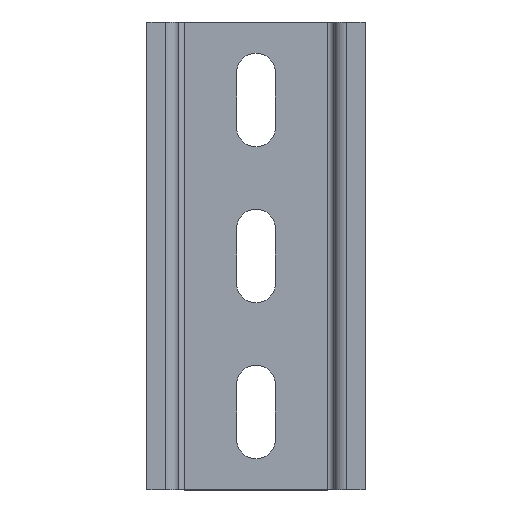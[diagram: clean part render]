
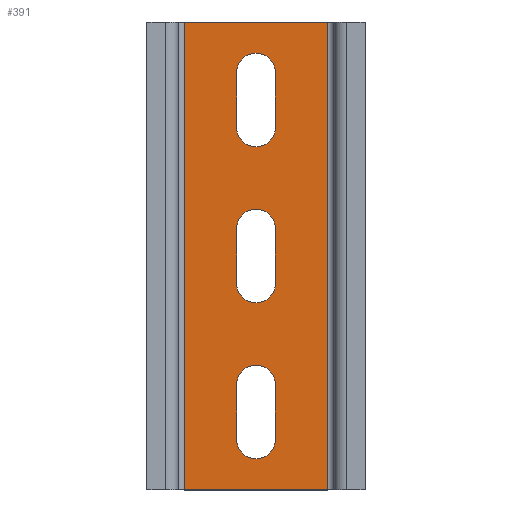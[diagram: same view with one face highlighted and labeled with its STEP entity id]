
A CAD part, top view. The second image highlights one B-rep face of the part: STEP entity #391.
In plain terms, the highlighted planar face has unit normal (0, 0, 1).
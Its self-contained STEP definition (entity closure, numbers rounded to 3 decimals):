
#166 = VERTEX_POINT('',#167);
#167 = CARTESIAN_POINT('',(11.5,62.5,1.));
#174 = EDGE_CURVE('',#166,#175,#177,.T.);
#175 = VERTEX_POINT('',#176);
#176 = CARTESIAN_POINT('',(-11.5,62.5,1.));
#177 = LINE('',#178,#179);
#178 = CARTESIAN_POINT('',(11.5,62.5,1.));
#179 = VECTOR('',#180,1.);
#180 = DIRECTION('',(-1.,0.,0.));
#364 = VERTEX_POINT('',#365);
#365 = CARTESIAN_POINT('',(11.5,-12.5,1.));
#372 = EDGE_CURVE('',#364,#373,#375,.T.);
#373 = VERTEX_POINT('',#374);
#374 = CARTESIAN_POINT('',(-11.5,-12.5,1.));
#375 = LINE('',#376,#377);
#376 = CARTESIAN_POINT('',(11.5,-12.5,1.));
#377 = VECTOR('',#378,1.);
#378 = DIRECTION('',(-1.,0.,0.));
#391 = ADVANCED_FACE('',(#392,#408,#444,#480),#516,.T.);
#392 = FACE_BOUND('',#393,.T.);
#393 = EDGE_LOOP('',(#394,#400,#401,#407));
#394 = ORIENTED_EDGE('',*,*,#395,.F.);
#395 = EDGE_CURVE('',#166,#364,#396,.T.);
#396 = LINE('',#397,#398);
#397 = CARTESIAN_POINT('',(11.5,12.5,1.));
#398 = VECTOR('',#399,1.);
#399 = DIRECTION('',(0.,-1.,0.));
#400 = ORIENTED_EDGE('',*,*,#174,.T.);
#401 = ORIENTED_EDGE('',*,*,#402,.T.);
#402 = EDGE_CURVE('',#175,#373,#403,.T.);
#403 = LINE('',#404,#405);
#404 = CARTESIAN_POINT('',(-11.5,62.5,1.));
#405 = VECTOR('',#406,1.);
#406 = DIRECTION('',(0.,-1.,0.));
#407 = ORIENTED_EDGE('',*,*,#372,.F.);
#408 = FACE_BOUND('',#409,.T.);
#409 = EDGE_LOOP('',(#410,#421,#429,#438));
#410 = ORIENTED_EDGE('',*,*,#411,.T.);
#411 = EDGE_CURVE('',#412,#414,#416,.T.);
#412 = VERTEX_POINT('',#413);
#413 = CARTESIAN_POINT('',(-3.1,4.4,1.));
#414 = VERTEX_POINT('',#415);
#415 = CARTESIAN_POINT('',(3.1,4.4,1.));
#416 = CIRCLE('',#417,3.1);
#417 = AXIS2_PLACEMENT_3D('',#418,#419,#420);
#418 = CARTESIAN_POINT('',(0.,4.4,1.));
#419 = DIRECTION('',(0.,0.,-1.));
#420 = DIRECTION('',(1.,0.,0.));
#421 = ORIENTED_EDGE('',*,*,#422,.F.);
#422 = EDGE_CURVE('',#423,#414,#425,.T.);
#423 = VERTEX_POINT('',#424);
#424 = CARTESIAN_POINT('',(3.1,-4.4,1.));
#425 = LINE('',#426,#427);
#426 = CARTESIAN_POINT('',(3.1,4.05,1.));
#427 = VECTOR('',#428,1.);
#428 = DIRECTION('',(0.,1.,0.));
#429 = ORIENTED_EDGE('',*,*,#430,.T.);
#430 = EDGE_CURVE('',#423,#431,#433,.T.);
#431 = VERTEX_POINT('',#432);
#432 = CARTESIAN_POINT('',(-3.1,-4.4,1.));
#433 = CIRCLE('',#434,3.1);
#434 = AXIS2_PLACEMENT_3D('',#435,#436,#437);
#435 = CARTESIAN_POINT('',(0.,-4.4,1.));
#436 = DIRECTION('',(0.,0.,-1.));
#437 = DIRECTION('',(1.,0.,0.));
#438 = ORIENTED_EDGE('',*,*,#439,.F.);
#439 = EDGE_CURVE('',#412,#431,#440,.T.);
#440 = LINE('',#441,#442);
#441 = CARTESIAN_POINT('',(-3.1,8.45,1.));
#442 = VECTOR('',#443,1.);
#443 = DIRECTION('',(0.,-1.,0.));
#444 = FACE_BOUND('',#445,.T.);
#445 = EDGE_LOOP('',(#446,#457,#465,#474));
#446 = ORIENTED_EDGE('',*,*,#447,.T.);
#447 = EDGE_CURVE('',#448,#450,#452,.T.);
#448 = VERTEX_POINT('',#449);
#449 = CARTESIAN_POINT('',(-3.1,29.4,1.));
#450 = VERTEX_POINT('',#451);
#451 = CARTESIAN_POINT('',(3.1,29.4,1.));
#452 = CIRCLE('',#453,3.1);
#453 = AXIS2_PLACEMENT_3D('',#454,#455,#456);
#454 = CARTESIAN_POINT('',(0.,29.4,1.));
#455 = DIRECTION('',(0.,0.,-1.));
#456 = DIRECTION('',(1.,0.,0.));
#457 = ORIENTED_EDGE('',*,*,#458,.F.);
#458 = EDGE_CURVE('',#459,#450,#461,.T.);
#459 = VERTEX_POINT('',#460);
#460 = CARTESIAN_POINT('',(3.1,20.6,1.));
#461 = LINE('',#462,#463);
#462 = CARTESIAN_POINT('',(3.1,29.05,1.));
#463 = VECTOR('',#464,1.);
#464 = DIRECTION('',(0.,1.,0.));
#465 = ORIENTED_EDGE('',*,*,#466,.T.);
#466 = EDGE_CURVE('',#459,#467,#469,.T.);
#467 = VERTEX_POINT('',#468);
#468 = CARTESIAN_POINT('',(-3.1,20.6,1.));
#469 = CIRCLE('',#470,3.1);
#470 = AXIS2_PLACEMENT_3D('',#471,#472,#473);
#471 = CARTESIAN_POINT('',(0.,20.6,1.));
#472 = DIRECTION('',(0.,0.,-1.));
#473 = DIRECTION('',(1.,0.,0.));
#474 = ORIENTED_EDGE('',*,*,#475,.F.);
#475 = EDGE_CURVE('',#448,#467,#476,.T.);
#476 = LINE('',#477,#478);
#477 = CARTESIAN_POINT('',(-3.1,33.45,1.));
#478 = VECTOR('',#479,1.);
#479 = DIRECTION('',(0.,-1.,0.));
#480 = FACE_BOUND('',#481,.T.);
#481 = EDGE_LOOP('',(#482,#493,#501,#510));
#482 = ORIENTED_EDGE('',*,*,#483,.T.);
#483 = EDGE_CURVE('',#484,#486,#488,.T.);
#484 = VERTEX_POINT('',#485);
#485 = CARTESIAN_POINT('',(-3.1,54.4,1.));
#486 = VERTEX_POINT('',#487);
#487 = CARTESIAN_POINT('',(3.1,54.4,1.));
#488 = CIRCLE('',#489,3.1);
#489 = AXIS2_PLACEMENT_3D('',#490,#491,#492);
#490 = CARTESIAN_POINT('',(0.,54.4,1.));
#491 = DIRECTION('',(0.,0.,-1.));
#492 = DIRECTION('',(1.,0.,0.));
#493 = ORIENTED_EDGE('',*,*,#494,.F.);
#494 = EDGE_CURVE('',#495,#486,#497,.T.);
#495 = VERTEX_POINT('',#496);
#496 = CARTESIAN_POINT('',(3.1,45.6,1.));
#497 = LINE('',#498,#499);
#498 = CARTESIAN_POINT('',(3.1,54.05,1.));
#499 = VECTOR('',#500,1.);
#500 = DIRECTION('',(0.,1.,0.));
#501 = ORIENTED_EDGE('',*,*,#502,.T.);
#502 = EDGE_CURVE('',#495,#503,#505,.T.);
#503 = VERTEX_POINT('',#504);
#504 = CARTESIAN_POINT('',(-3.1,45.6,1.));
#505 = CIRCLE('',#506,3.1);
#506 = AXIS2_PLACEMENT_3D('',#507,#508,#509);
#507 = CARTESIAN_POINT('',(0.,45.6,1.));
#508 = DIRECTION('',(0.,0.,-1.));
#509 = DIRECTION('',(1.,0.,0.));
#510 = ORIENTED_EDGE('',*,*,#511,.F.);
#511 = EDGE_CURVE('',#484,#503,#512,.T.);
#512 = LINE('',#513,#514);
#513 = CARTESIAN_POINT('',(-3.1,58.45,1.));
#514 = VECTOR('',#515,1.);
#515 = DIRECTION('',(0.,-1.,0.));
#516 = PLANE('',#517);
#517 = AXIS2_PLACEMENT_3D('',#518,#519,#520);
#518 = CARTESIAN_POINT('',(0.,25.,1.));
#519 = DIRECTION('',(0.,0.,1.));
#520 = DIRECTION('',(0.,-1.,0.));
